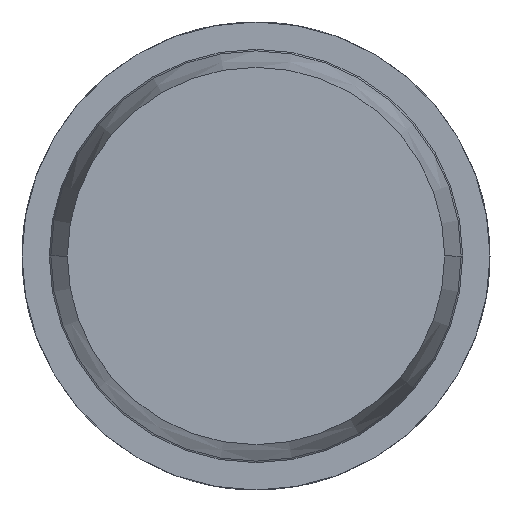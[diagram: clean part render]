
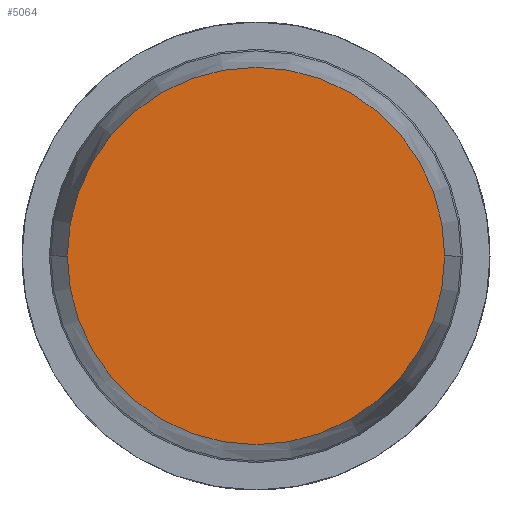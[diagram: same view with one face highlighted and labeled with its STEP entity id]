
A CAD part, front view. The second image highlights one B-rep face of the part: STEP entity #5064.
In plain terms, the highlighted planar face has unit normal (0, -1, 0).
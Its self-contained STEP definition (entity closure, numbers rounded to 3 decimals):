
#20 = EDGE_LOOP ( 'NONE', ( #2251, #1190 ) ) ;
#721 = CARTESIAN_POINT ( 'NONE',  ( 0., -19., 0. ) ) ;
#749 = FACE_OUTER_BOUND ( 'NONE', #20, .T. ) ;
#875 = DIRECTION ( 'NONE',  ( 0., -1., 0. ) ) ;
#1092 = CARTESIAN_POINT ( 'NONE',  ( 1.209, -19., 0. ) ) ;
#1109 = DIRECTION ( 'NONE',  ( 0., -1., 0. ) ) ;
#1190 = ORIENTED_EDGE ( 'NONE', *, *, #4260, .T. ) ;
#1579 = VERTEX_POINT ( 'NONE', #1092 ) ;
#1668 = PLANE ( 'NONE',  #2409 ) ;
#1738 = CIRCLE ( 'NONE', #5157, 1.209 ) ;
#2251 = ORIENTED_EDGE ( 'NONE', *, *, #4539, .T. ) ;
#2409 = AXIS2_PLACEMENT_3D ( 'NONE', #721, #1109, #2910 ) ;
#2910 = DIRECTION ( 'NONE',  ( 1., 0., 0. ) ) ;
#3022 = DIRECTION ( 'NONE',  ( 0., -1., 0. ) ) ;
#3115 = CARTESIAN_POINT ( 'NONE',  ( 0., -19., 0. ) ) ;
#3170 = VERTEX_POINT ( 'NONE', #3253 ) ;
#3253 = CARTESIAN_POINT ( 'NONE',  ( -1.209, -19., 0. ) ) ;
#4260 = EDGE_CURVE ( 'Defeature ausgef�hrt1_65+Defeature ausgef�hrt1_75+Defeature ausgef�hrt1_75+Defeature ausgef�hrt1_75', #1579, #3170, #1738, .T. ) ;
#4539 = EDGE_CURVE ( 'Defeature ausgef�hrt1_65+Defeature ausgef�hrt1_75+Defeature ausgef�hrt1_75+Defeature ausgef�hrt1_75', #3170, #1579, #5817, .T. ) ;
#4840 = DIRECTION ( 'NONE',  ( 1., 0., 0. ) ) ;
#5064 = ADVANCED_FACE ( 'Defeature ausgef�hrt1_65', ( #749 ), #1668, .T. ) ;
#5157 = AXIS2_PLACEMENT_3D ( 'NONE', #5843, #3022, #4840 ) ;
#5346 = AXIS2_PLACEMENT_3D ( 'NONE', #3115, #875, #5420 ) ;
#5420 = DIRECTION ( 'NONE',  ( 1., 0., 0. ) ) ;
#5817 = CIRCLE ( 'NONE', #5346, 1.209 ) ;
#5843 = CARTESIAN_POINT ( 'NONE',  ( 0., -19., 0. ) ) ;
